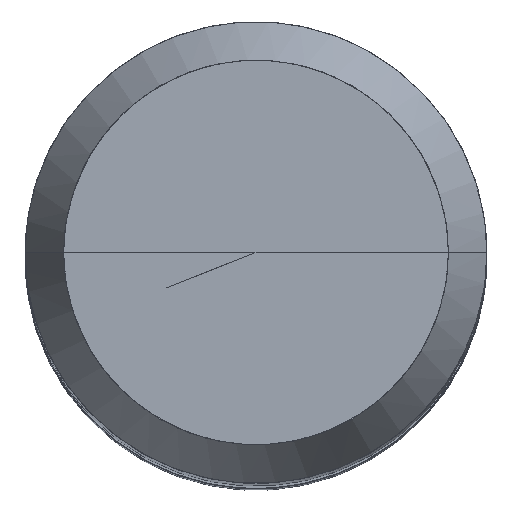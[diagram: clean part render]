
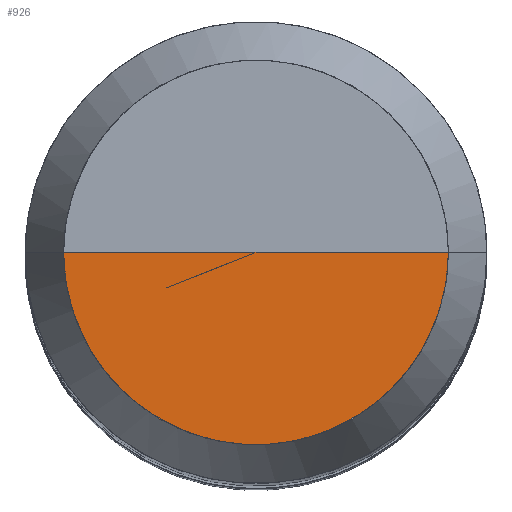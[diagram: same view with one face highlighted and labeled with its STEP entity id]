
A CAD part, top view. The second image highlights one B-rep face of the part: STEP entity #926.
In plain terms, the highlighted free-form (B-spline) face has degree [1, 2] with [2, 5] control points.
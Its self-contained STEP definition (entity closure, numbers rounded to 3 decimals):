
#306=CARTESIAN_POINT('',(5.0,0.0,40.0));
#310=CARTESIAN_POINT('',(-5.0,0.0,40.0));
#311=CARTESIAN_POINT('',(0.0,0.0,40.0));
#327=CARTESIAN_POINT('',(-5.0,-5.0,40.0));
#328=CARTESIAN_POINT('',(0.0,-5.0,40.0));
#329=CARTESIAN_POINT('',(5.0,-5.0,40.0));
#911=(
BOUNDED_SURFACE()
B_SPLINE_SURFACE(1,2,(
(#310,#327,#328,#329,#306),
(#311,#311,#311,#311,#311)
), .UNSPECIFIED.,.F.,.F.,.F.)
B_SPLINE_SURFACE_WITH_KNOTS((2,2),(3,2,3),(
0.0,1.0),(
0.0,0.5,1.0), .UNSPECIFIED.)
GEOMETRIC_REPRESENTATION_ITEM()
RATIONAL_B_SPLINE_SURFACE(((1.0,0.707,1.0,0.707,1.0),
(1.0,0.707,1.0,0.707,1.0)
))
REPRESENTATION_ITEM('')
SURFACE()
);
#912=(
BOUNDED_CURVE()
B_SPLINE_CURVE(2,(#306,#329,#328,#327,#310),.UNSPECIFIED.,.F.,.F.)
B_SPLINE_CURVE_WITH_KNOTS((3,2,3),
(0.0,0.5,1.0),.UNSPECIFIED.)
CURVE()
GEOMETRIC_REPRESENTATION_ITEM()
RATIONAL_B_SPLINE_CURVE((1.0,0.707,1.0,0.707,1.0))
REPRESENTATION_ITEM('')
);
#913=(
BOUNDED_CURVE()
B_SPLINE_CURVE(1,(#310,#311),.UNSPECIFIED.,.F.,.F.)
B_SPLINE_CURVE_WITH_KNOTS((2,2),
(0.0,1.0),.UNSPECIFIED.)
CURVE()
GEOMETRIC_REPRESENTATION_ITEM()
RATIONAL_B_SPLINE_CURVE((1.0,1.0))
REPRESENTATION_ITEM('')
);
#914=(
BOUNDED_CURVE()
B_SPLINE_CURVE(1,(#311,#306),.UNSPECIFIED.,.F.,.F.)
B_SPLINE_CURVE_WITH_KNOTS((2,2),
(0.0,1.0),.UNSPECIFIED.)
CURVE()
GEOMETRIC_REPRESENTATION_ITEM()
RATIONAL_B_SPLINE_CURVE((1.0,1.0))
REPRESENTATION_ITEM('')
);
#915=VERTEX_POINT('',#306);
#916=VERTEX_POINT('',#310);
#917=VERTEX_POINT('',#311);
#918=EDGE_CURVE('',#915,#916,#912,.T.);
#919=EDGE_CURVE('',#916,#917,#913,.T.);
#920=EDGE_CURVE('',#917,#915,#914,.T.);
#921=ORIENTED_EDGE('',*,*,#918,.T.);
#922=ORIENTED_EDGE('',*,*,#919,.T.);
#923=ORIENTED_EDGE('',*,*,#920,.T.);
#924=EDGE_LOOP('',(#921,#922,#923));
#925=FACE_OUTER_BOUND('',#924,.T.);
#926=ADVANCED_FACE('',(#925),#911,.T.);
